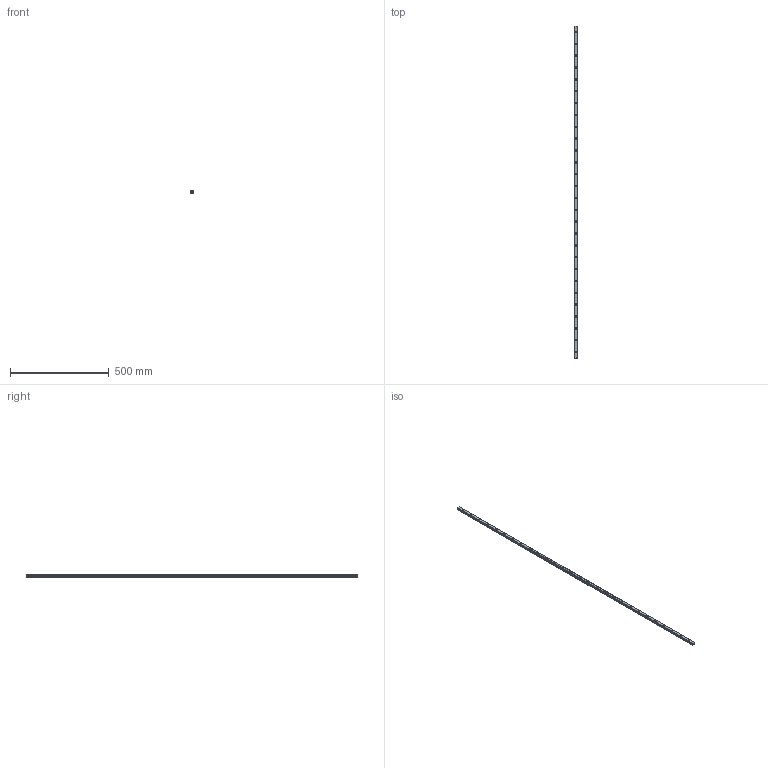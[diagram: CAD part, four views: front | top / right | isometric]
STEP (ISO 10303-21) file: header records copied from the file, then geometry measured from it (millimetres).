
FILE_DESCRIPTION(('STEP AP214'),'1');
FILE_NAME('cctmp_AB0BC0DC-C61A-4466-88E5-139100C0F157_2021_02_03_11_32_30_0351..stp','2021-02-03T10:32:30',('HIWIN GmbH'),('CADClick - www.CADClick.com'),'Spatial InterOp 3D',' ','unknown authorization');
FILE_SCHEMA(('AUTOMOTIVE_DESIGN'));
Length unit declared in the file: millimetre
Products named in the file (1): EGR15U1680C_FILE
Bounding box: 15 x 1680 x 12.5 mm (x, y, z)
Volume: 267625.5 mm3; surface area: 102447.3 mm2
Topology: 1 solids, 1 shells, 383 faces, 963 edges, 642 vertices
Faces by surface type: plane 197, cylinder 186
Entity records: 14789 total; most frequent: DIRECTION 2215, CARTESIAN_POINT 1989, ORIENTED_EDGE 1926, EDGE_CURVE 963, AXIS2_PLACEMENT_3D 868, VERTEX_POINT 642, LINE 479, VECTOR 479
